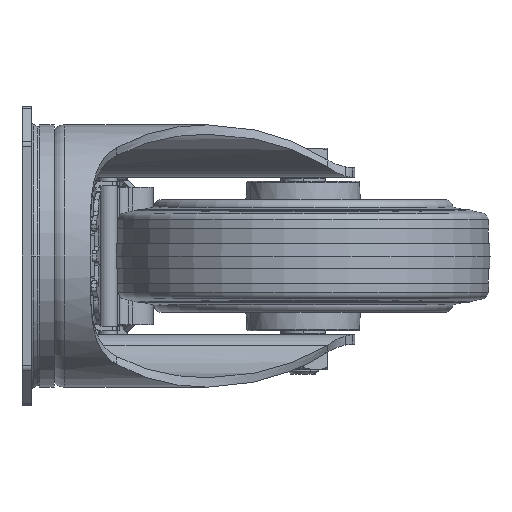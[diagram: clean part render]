
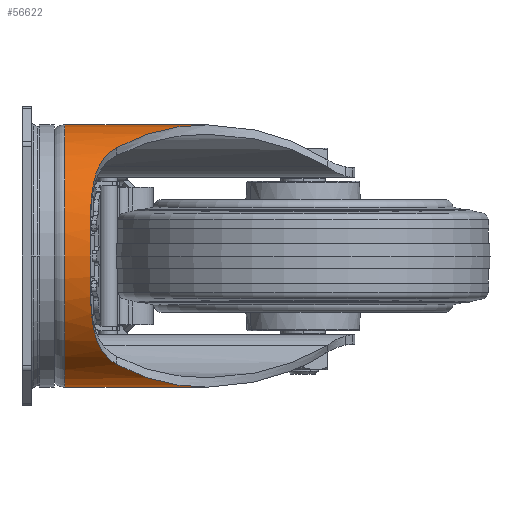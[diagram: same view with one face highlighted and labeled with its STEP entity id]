
A CAD part, left-side view. The second image highlights one B-rep face of the part: STEP entity #56622.
In plain terms, the highlighted cylindrical face has radius 35 mm (diameter 70 mm), a partial arc.
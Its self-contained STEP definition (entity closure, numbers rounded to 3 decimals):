
#290 = CARTESIAN_POINT ( 'NONE',  ( -19.742, -25.27, -28.901 ) ) ;
#475 = CARTESIAN_POINT ( 'NONE',  ( -35., -18.2, 0. ) ) ;
#1284 = CARTESIAN_POINT ( 'NONE',  ( -19.742, -25.27, 28.901 ) ) ;
#1524 = CARTESIAN_POINT ( 'NONE',  ( -29.028, -19.087, -19.628 ) ) ;
#2137 = CARTESIAN_POINT ( 'NONE',  ( -20.327, -24.58, 28.501 ) ) ;
#3547 = DIRECTION ( 'NONE',  ( 0., 1., 0. ) ) ;
#4878 = CARTESIAN_POINT ( 'NONE',  ( -7.921, -39.544, -34.141 ) ) ;
#5903 = B_SPLINE_CURVE_WITH_KNOTS ( 'NONE', 3,
 ( #31293, #52857, #13449, #9714, #44198, #4878, #22355, #39903, #13729, #48806 ),
 .UNSPECIFIED., .F., .F.,
 ( 4, 2, 2, 2, 4 ),
 ( 0., 0.25, 0.5, 0.75, 1. ),
 .UNSPECIFIED. ) ;
#6168 = CARTESIAN_POINT ( 'NONE',  ( -35., -18.2, 0. ) ) ;
#7383 = EDGE_LOOP ( 'NONE', ( #12844, #33236, #29971, #27807, #27597, #49708, #46101 ) ) ;
#7717 = CARTESIAN_POINT ( 'NONE',  ( -14.882, -31.039, 31.847 ) ) ;
#9409 = CARTESIAN_POINT ( 'NONE',  ( -19.742, -25.27, 28.901 ) ) ;
#9714 = CARTESIAN_POINT ( 'NONE',  ( -13.12, -33.181, -32.5 ) ) ;
#10450 = CARTESIAN_POINT ( 'NONE',  ( -34.86, -18.199, -3.819 ) ) ;
#10923 = EDGE_CURVE ( 'NONE', #45323, #22919, #5903, .T. ) ;
#11048 = CARTESIAN_POINT ( 'NONE',  ( -30.604, -18.668, 17.077 ) ) ;
#11330 = CARTESIAN_POINT ( 'NONE',  ( -32.047, -18.404, 14.2 ) ) ;
#12307 = CARTESIAN_POINT ( 'NONE',  ( -19.742, -25.27, 28.901 ) ) ;
#12844 = ORIENTED_EDGE ( 'NONE', *, *, #13829, .F. ) ;
#13449 = CARTESIAN_POINT ( 'NONE',  ( -16.516, -29.094, -30.917 ) ) ;
#13697 = CARTESIAN_POINT ( 'NONE',  ( -34.862, -18.199, 3.804 ) ) ;
#13729 = CARTESIAN_POINT ( 'NONE',  ( -1.461, -47.644, -35. ) ) ;
#13753 = DIRECTION ( 'NONE',  ( 0., 1., 0. ) ) ;
#13829 = EDGE_CURVE ( 'NONE', #38979, #18362, #48001, .T. ) ;
#13985 = CARTESIAN_POINT ( 'NONE',  ( -27.293, -19.711, 21.972 ) ) ;
#14183 = CARTESIAN_POINT ( 'NONE',  ( -27.315, -19.702, -21.945 ) ) ;
#14286 = CARTESIAN_POINT ( 'NONE',  ( -34.248, -18.209, 7.527 ) ) ;
#14862 = VECTOR ( 'NONE', #3547, 1000. ) ;
#15892 = CARTESIAN_POINT ( 'NONE',  ( 0., -11.414, 0. ) ) ;
#16321 = CYLINDRICAL_SURFACE ( 'NONE', #53197, 35. ) ;
#16347 = AXIS2_PLACEMENT_3D ( 'NONE', #15892, #38340, #46050 ) ;
#16604 = DIRECTION ( 'NONE',  ( 0., 0., -1. ) ) ;
#18053 = LINE ( 'NONE', #53149, #25694 ) ;
#18362 = VERTEX_POINT ( 'NONE', #1284 ) ;
#19047 = CARTESIAN_POINT ( 'NONE',  ( -25.466, -20.575, -24.064 ) ) ;
#20358 = CARTESIAN_POINT ( 'NONE',  ( 0., -49.511, 35. ) ) ;
#22355 = CARTESIAN_POINT ( 'NONE',  ( -6.24, -41.632, -34.478 ) ) ;
#22769 = CIRCLE ( 'NONE', #16347, 35. ) ;
#22919 = VERTEX_POINT ( 'NONE', #29786 ) ;
#23604 = VERTEX_POINT ( 'NONE', #27400 ) ;
#23666 = CARTESIAN_POINT ( 'NONE',  ( -34.242, -18.209, -7.556 ) ) ;
#25264 = CARTESIAN_POINT ( 'NONE',  ( -18.154, -27.144, 29.986 ) ) ;
#25694 = VECTOR ( 'NONE', #13753, 1000. ) ;
#27160 = CARTESIAN_POINT ( 'NONE',  ( -32.039, -18.405, -14.218 ) ) ;
#27400 = CARTESIAN_POINT ( 'NONE',  ( -35., -18.2, 0. ) ) ;
#27421 = CARTESIAN_POINT ( 'NONE',  ( -33.271, -18.265, -11.052 ) ) ;
#27597 = ORIENTED_EDGE ( 'NONE', *, *, #10923, .F. ) ;
#27807 = ORIENTED_EDGE ( 'NONE', *, *, #56547, .F. ) ;
#27953 = B_SPLINE_CURVE_WITH_KNOTS ( 'NONE', 3,
 ( #6168, #40908, #10450, #23666, #27421, #27160, #53558, #1524, #14183, #19047, #36910, #54409, #44638, #32595 ),
 .UNSPECIFIED., .F., .F.,
 ( 4, 1, 1, 1, 1, 1, 1, 1, 1, 1, 1, 4 ),
 ( 0., 0.091, 0.182, 0.273, 0.364, 0.455, 0.545, 0.636, 0.727, 0.818, 0.909, 1. ),
 .UNSPECIFIED. ) ;
#28176 = EDGE_CURVE ( 'NONE', #38979, #42683, #52347, .T. ) ;
#29786 = CARTESIAN_POINT ( 'NONE',  ( 0., -49.511, -35. ) ) ;
#29971 = ORIENTED_EDGE ( 'NONE', *, *, #45850, .T. ) ;
#31264 = CARTESIAN_POINT ( 'NONE',  ( -25.443, -20.587, 24.087 ) ) ;
#31293 = CARTESIAN_POINT ( 'NONE',  ( -19.742, -25.27, -28.901 ) ) ;
#32442 = CARTESIAN_POINT ( 'NONE',  ( 0., -11.414, 35. ) ) ;
#32595 = CARTESIAN_POINT ( 'NONE',  ( -19.742, -25.27, -28.901 ) ) ;
#32618 = CARTESIAN_POINT ( 'NONE',  ( -33.282, -18.264, 11.02 ) ) ;
#33036 = CARTESIAN_POINT ( 'NONE',  ( -9.609, -37.447, 33.801 ) ) ;
#33236 = ORIENTED_EDGE ( 'NONE', *, *, #28176, .T. ) ;
#33704 = VERTEX_POINT ( 'NONE', #35855 ) ;
#34180 = CARTESIAN_POINT ( 'NONE',  ( 0., -110.94, 0. ) ) ;
#35387 = B_SPLINE_CURVE_WITH_KNOTS ( 'NONE', 3,
 ( #9409, #2137, #36169, #50675, #31264, #13985, #53662, #11048, #11330, #32618, #14286, #13697, #35598, #475 ),
 .UNSPECIFIED., .F., .F.,
 ( 4, 1, 1, 1, 1, 1, 1, 1, 1, 1, 1, 4 ),
 ( 0., 0.091, 0.182, 0.273, 0.364, 0.455, 0.545, 0.636, 0.727, 0.818, 0.909, 1. ),
 .UNSPECIFIED. ) ;
#35598 = CARTESIAN_POINT ( 'NONE',  ( -35., -18.2, 1.275 ) ) ;
#35855 = CARTESIAN_POINT ( 'NONE',  ( 0., -11.414, -35. ) ) ;
#36169 = CARTESIAN_POINT ( 'NONE',  ( -21.549, -23.326, 27.615 ) ) ;
#36910 = CARTESIAN_POINT ( 'NONE',  ( -23.512, -21.77, -25.972 ) ) ;
#38340 = DIRECTION ( 'NONE',  ( 0., -1., 0. ) ) ;
#38979 = VERTEX_POINT ( 'NONE', #20358 ) ;
#39903 = CARTESIAN_POINT ( 'NONE',  ( -3.01, -45.682, -34.908 ) ) ;
#40140 = EDGE_CURVE ( 'NONE', #18362, #23604, #35387, .T. ) ;
#40908 = CARTESIAN_POINT ( 'NONE',  ( -35., -18.2, -1.281 ) ) ;
#42193 = CARTESIAN_POINT ( 'NONE',  ( -1.469, -47.634, 35. ) ) ;
#42683 = VERTEX_POINT ( 'NONE', #32442 ) ;
#44198 = CARTESIAN_POINT ( 'NONE',  ( -11.361, -35.318, -33.151 ) ) ;
#44638 = CARTESIAN_POINT ( 'NONE',  ( -20.327, -24.579, -28.501 ) ) ;
#45323 = VERTEX_POINT ( 'NONE', #290 ) ;
#45766 = EDGE_CURVE ( 'NONE', #23604, #45323, #27953, .T. ) ;
#45850 = EDGE_CURVE ( 'NONE', #42683, #33704, #22769, .T. ) ;
#46050 = DIRECTION ( 'NONE',  ( 0., 0., 1. ) ) ;
#46101 = ORIENTED_EDGE ( 'NONE', *, *, #40140, .F. ) ;
#48001 = B_SPLINE_CURVE_WITH_KNOTS ( 'NONE', 3,
 ( #54008, #55689, #42193, #51383, #33036, #7717, #25264, #12307 ),
 .UNSPECIFIED., .F., .F.,
 ( 4, 1, 1, 1, 1, 4 ),
 ( 0., 0.001, 0.251, 0.5, 0.75, 1. ),
 .UNSPECIFIED. ) ;
#48806 = CARTESIAN_POINT ( 'NONE',  ( 0., -49.511, -35. ) ) ;
#49708 = ORIENTED_EDGE ( 'NONE', *, *, #45766, .F. ) ;
#50675 = CARTESIAN_POINT ( 'NONE',  ( -23.498, -21.78, 25.984 ) ) ;
#51209 = CARTESIAN_POINT ( 'NONE',  ( 0., -110.94, 35. ) ) ;
#51373 = FACE_OUTER_BOUND ( 'NONE', #7383, .T. ) ;
#51383 = CARTESIAN_POINT ( 'NONE',  ( -4.569, -43.706, 34.814 ) ) ;
#51666 = DIRECTION ( 'NONE',  ( 0., 1., 0. ) ) ;
#52347 = LINE ( 'NONE', #51209, #14862 ) ;
#52857 = CARTESIAN_POINT ( 'NONE',  ( -18.153, -27.145, -29.986 ) ) ;
#53149 = CARTESIAN_POINT ( 'NONE',  ( 0., -110.94, -35. ) ) ;
#53197 = AXIS2_PLACEMENT_3D ( 'NONE', #34180, #51666, #16604 ) ;
#53558 = CARTESIAN_POINT ( 'NONE',  ( -30.606, -18.668, -17.072 ) ) ;
#53662 = CARTESIAN_POINT ( 'NONE',  ( -29.014, -19.091, 19.648 ) ) ;
#54008 = CARTESIAN_POINT ( 'NONE',  ( 0., -49.511, 35. ) ) ;
#54409 = CARTESIAN_POINT ( 'NONE',  ( -21.552, -23.322, -27.612 ) ) ;
#55689 = CARTESIAN_POINT ( 'NONE',  ( -0.004, -49.505, 35. ) ) ;
#56547 = EDGE_CURVE ( 'NONE', #22919, #33704, #18053, .T. ) ;
#56622 = ADVANCED_FACE ( 'NONE', ( #51373 ), #16321, .T. ) ;
